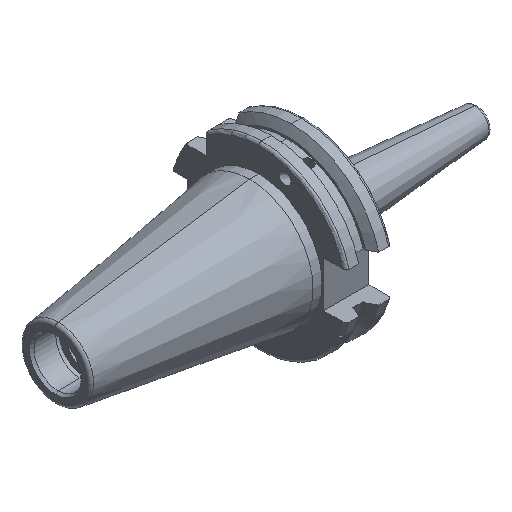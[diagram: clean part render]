
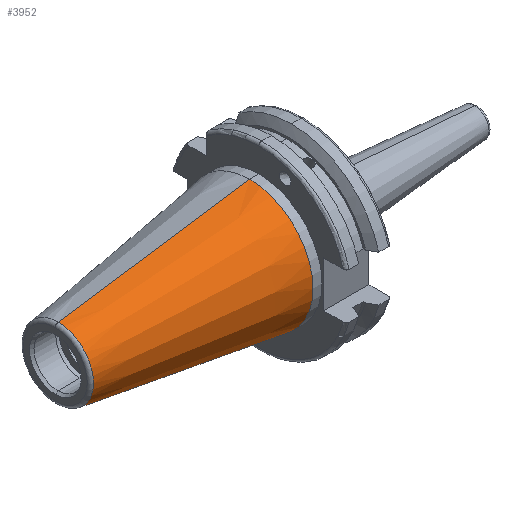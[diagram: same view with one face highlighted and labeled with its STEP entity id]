
A CAD part, isometric view. The second image highlights one B-rep face of the part: STEP entity #3952.
In plain terms, the highlighted conical face has half-angle 8.297 degrees and reference radius 22.225 mm.
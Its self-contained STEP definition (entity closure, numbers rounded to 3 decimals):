
#46 = EDGE_CURVE ( 'NONE', #4660, #3957, #2351, .T. ) ;
#205 = AXIS2_PLACEMENT_3D ( 'NONE', #4742, #4846, #4760 ) ;
#280 = CONICAL_SURFACE ( 'NONE', #2006, 22.225, 0.145 ) ;
#359 = FACE_OUTER_BOUND ( 'NONE', #463, .T. ) ;
#463 = EDGE_LOOP ( 'NONE', ( #3746, #3608, #3603, #3487 ) ) ;
#990 = CIRCLE ( 'NONE', #5489, 12.4 ) ;
#1151 = CIRCLE ( 'NONE', #205, 22.225 ) ;
#1351 = VECTOR ( 'NONE', #3021, 1000. ) ;
#1355 = LINE ( 'NONE', #2903, #1351 ) ;
#1366 = CARTESIAN_POINT ( 'NONE',  ( 0., 0., 22.225 ) ) ;
#1379 = DIRECTION ( 'NONE',  ( 0.99, 0., 0.144 ) ) ;
#1829 = VERTEX_POINT ( 'NONE', #4077 ) ;
#2006 = AXIS2_PLACEMENT_3D ( 'NONE', #4100, #4067, #4282 ) ;
#2270 = VERTEX_POINT ( 'NONE', #4806 ) ;
#2346 = VECTOR ( 'NONE', #1379, 1000. ) ;
#2351 = LINE ( 'NONE', #1366, #2346 ) ;
#2903 = CARTESIAN_POINT ( 'NONE',  ( 0., 0., -22.225 ) ) ;
#3021 = DIRECTION ( 'NONE',  ( 0.99, 0., -0.144 ) ) ;
#3062 = EDGE_CURVE ( 'NONE', #1829, #2270, #1355, .T. ) ;
#3487 = ORIENTED_EDGE ( 'NONE', *, *, #3520, .T. ) ;
#3520 = EDGE_CURVE ( 'NONE', #2270, #3957, #1151, .T. ) ;
#3593 = EDGE_CURVE ( 'NONE', #1829, #4660, #990, .T. ) ;
#3603 = ORIENTED_EDGE ( 'NONE', *, *, #3062, .T. ) ;
#3608 = ORIENTED_EDGE ( 'NONE', *, *, #3593, .F. ) ;
#3667 = DIRECTION ( 'NONE',  ( -1., 0., 0. ) ) ;
#3746 = ORIENTED_EDGE ( 'NONE', *, *, #46, .F. ) ;
#3760 = DIRECTION ( 'NONE',  ( 0., 0., 1. ) ) ;
#3783 = CARTESIAN_POINT ( 'NONE',  ( -67.373, 0., 0. ) ) ;
#3952 = ADVANCED_FACE ( 'NONE', ( #359 ), #280, .T. ) ;
#3957 = VERTEX_POINT ( 'NONE', #4027 ) ;
#3983 = CARTESIAN_POINT ( 'NONE',  ( -67.373, 0., 12.4 ) ) ;
#4027 = CARTESIAN_POINT ( 'NONE',  ( 0., 0., 22.225 ) ) ;
#4067 = DIRECTION ( 'NONE',  ( 1., 0., 0. ) ) ;
#4077 = CARTESIAN_POINT ( 'NONE',  ( -67.373, 0., -12.4 ) ) ;
#4100 = CARTESIAN_POINT ( 'NONE',  ( 0., 0., 0. ) ) ;
#4282 = DIRECTION ( 'NONE',  ( 0., 0., -1. ) ) ;
#4660 = VERTEX_POINT ( 'NONE', #3983 ) ;
#4742 = CARTESIAN_POINT ( 'NONE',  ( 0., 0., 0. ) ) ;
#4760 = DIRECTION ( 'NONE',  ( 0., 0., 1. ) ) ;
#4806 = CARTESIAN_POINT ( 'NONE',  ( 0., 0., -22.225 ) ) ;
#4846 = DIRECTION ( 'NONE',  ( -1., 0., 0. ) ) ;
#5489 = AXIS2_PLACEMENT_3D ( 'NONE', #3783, #3667, #3760 ) ;
